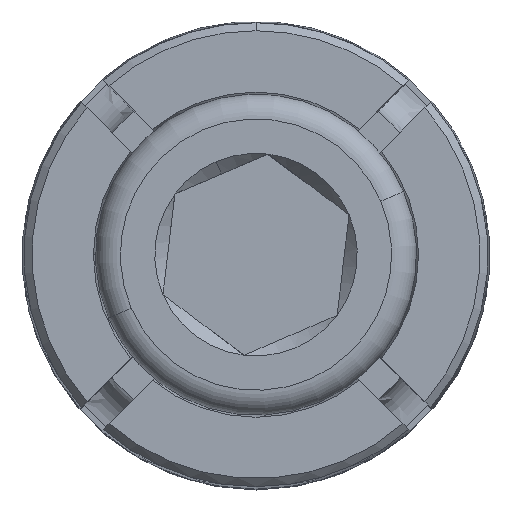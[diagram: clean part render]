
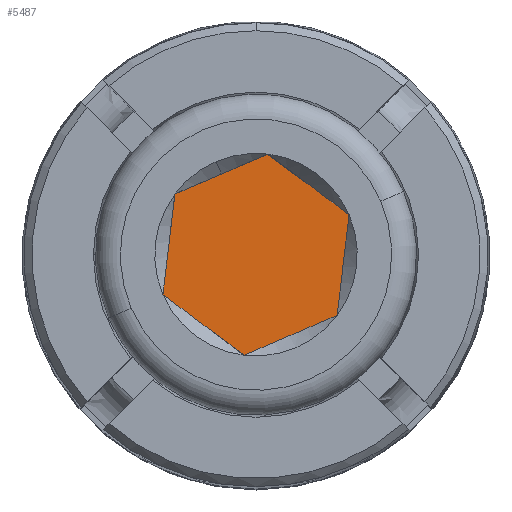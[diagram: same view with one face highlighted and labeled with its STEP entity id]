
A CAD part, top view. The second image highlights one B-rep face of the part: STEP entity #5487.
In plain terms, the highlighted face is planar.
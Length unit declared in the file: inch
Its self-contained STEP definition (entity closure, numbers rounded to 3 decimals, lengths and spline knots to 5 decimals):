
#332 = CARTESIAN_POINT ( 'NONE',  ( -0.07031, -0.04059, -0.93353 ) ) ;
#547 = EDGE_CURVE ( 'NONE', #7413, #753, #1056, .T. ) ;
#686 = EDGE_CURVE ( 'NONE', #830, #5519, #2620, .T. ) ;
#700 = EDGE_CURVE ( 'NONE', #5519, #3203, #8210, .T. ) ;
#731 = DIRECTION ( 'NONE',  ( -0.866, -0.5, 0. ) ) ;
#753 = VERTEX_POINT ( 'NONE', #7485 ) ;
#830 = VERTEX_POINT ( 'NONE', #8880 ) ;
#1056 = LINE ( 'NONE', #7363, #5178 ) ;
#1136 = CARTESIAN_POINT ( 'NONE',  ( -0.07031, 0.04059, -0.93353 ) ) ;
#1239 = CARTESIAN_POINT ( 'NONE',  ( 0.07031, 0.04059, -0.93353 ) ) ;
#1374 = VERTEX_POINT ( 'NONE', #7678 ) ;
#1432 = LINE ( 'NONE', #1466, #5299 ) ;
#1466 = CARTESIAN_POINT ( 'NONE',  ( 0.07031, -0.04059, -0.93353 ) ) ;
#1926 = CARTESIAN_POINT ( 'NONE',  ( 0., -0.08119, -0.93353 ) ) ;
#2039 = ORIENTED_EDGE ( 'NONE', *, *, #2329, .T. ) ;
#2329 = EDGE_CURVE ( 'NONE', #3203, #7413, #4048, .T. ) ;
#2375 = VECTOR ( 'NONE', #8012, 39.37008 ) ;
#2396 = FACE_OUTER_BOUND ( 'NONE', #8331, .T. ) ;
#2553 = CARTESIAN_POINT ( 'NONE',  ( -0.07031, -0.04059, -0.93353 ) ) ;
#2620 = LINE ( 'NONE', #1926, #6236 ) ;
#3203 = VERTEX_POINT ( 'NONE', #1136 ) ;
#3386 = DIRECTION ( 'NONE',  ( 1., 0., 0. ) ) ;
#3403 = DIRECTION ( 'NONE',  ( 0.866, 0.5, 0. ) ) ;
#3790 = CARTESIAN_POINT ( 'NONE',  ( 0., 0.08119, -0.93353 ) ) ;
#3869 = ORIENTED_EDGE ( 'NONE', *, *, #547, .T. ) ;
#3909 = AXIS2_PLACEMENT_3D ( 'NONE', #7194, #7932, #3386 ) ;
#4048 = LINE ( 'NONE', #7945, #7840 ) ;
#4673 = ORIENTED_EDGE ( 'NONE', *, *, #700, .T. ) ;
#4678 = LINE ( 'NONE', #1239, #6261 ) ;
#5043 = ORIENTED_EDGE ( 'NONE', *, *, #5431, .T. ) ;
#5178 = VECTOR ( 'NONE', #7430, 39.37008 ) ;
#5289 = ORIENTED_EDGE ( 'NONE', *, *, #686, .T. ) ;
#5299 = VECTOR ( 'NONE', #731, 39.37008 ) ;
#5431 = EDGE_CURVE ( 'NONE', #753, #1374, #4678, .T. ) ;
#5487 = ADVANCED_FACE ( 'NONE', ( #2396 ), #5702, .F. ) ;
#5519 = VERTEX_POINT ( 'NONE', #332 ) ;
#5702 = PLANE ( 'NONE',  #3909 ) ;
#5867 = DIRECTION ( 'NONE',  ( 0., -1., 0. ) ) ;
#6236 = VECTOR ( 'NONE', #8856, 39.37008 ) ;
#6261 = VECTOR ( 'NONE', #5867, 39.37008 ) ;
#7194 = CARTESIAN_POINT ( 'NONE',  ( -0.07031, 0.04059, -0.93353 ) ) ;
#7363 = CARTESIAN_POINT ( 'NONE',  ( 0., 0.08119, -0.93353 ) ) ;
#7413 = VERTEX_POINT ( 'NONE', #3790 ) ;
#7430 = DIRECTION ( 'NONE',  ( 0.866, -0.5, 0. ) ) ;
#7485 = CARTESIAN_POINT ( 'NONE',  ( 0.07031, 0.04059, -0.93353 ) ) ;
#7678 = CARTESIAN_POINT ( 'NONE',  ( 0.07031, -0.04059, -0.93353 ) ) ;
#7840 = VECTOR ( 'NONE', #3403, 39.37008 ) ;
#7932 = DIRECTION ( 'NONE',  ( 0., 0., 1. ) ) ;
#7945 = CARTESIAN_POINT ( 'NONE',  ( -0.07031, 0.04059, -0.93353 ) ) ;
#8012 = DIRECTION ( 'NONE',  ( 0., 1., 0. ) ) ;
#8047 = EDGE_CURVE ( 'NONE', #1374, #830, #1432, .T. ) ;
#8210 = LINE ( 'NONE', #2553, #2375 ) ;
#8331 = EDGE_LOOP ( 'NONE', ( #2039, #3869, #5043, #9723, #5289, #4673 ) ) ;
#8856 = DIRECTION ( 'NONE',  ( -0.866, 0.5, 0. ) ) ;
#8880 = CARTESIAN_POINT ( 'NONE',  ( 0., -0.08119, -0.93353 ) ) ;
#9723 = ORIENTED_EDGE ( 'NONE', *, *, #8047, .T. ) ;
